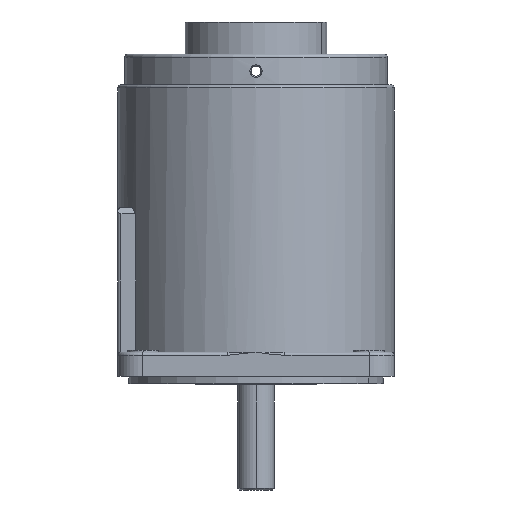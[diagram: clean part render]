
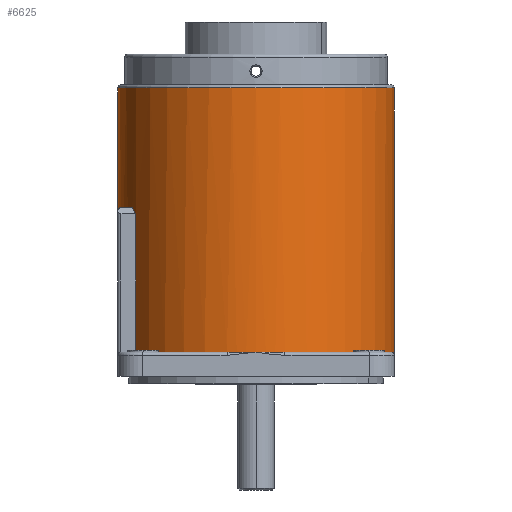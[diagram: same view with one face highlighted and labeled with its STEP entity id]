
A CAD part, left-side view. The second image highlights one B-rep face of the part: STEP entity #6625.
In plain terms, the highlighted cylindrical face has radius 45 mm (diameter 90 mm), a partial arc.
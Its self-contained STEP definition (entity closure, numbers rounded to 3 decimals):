
#34 = CARTESIAN_POINT ( 'NONE',  ( -56.668, 54.916, -44.6 ) ) ;
#46 = DIRECTION ( 'NONE',  ( 0., 0., -1. ) ) ;
#95 = CIRCLE ( 'NONE', #3895, 45. ) ;
#113 = ORIENTED_EDGE ( 'NONE', *, *, #6002, .T. ) ;
#183 = EDGE_CURVE ( 'NONE', #4420, #3520, #4700, .T. ) ;
#341 = AXIS2_PLACEMENT_3D ( 'NONE', #2110, #4172, #6189 ) ;
#413 = DIRECTION ( 'NONE',  ( 0., 1., 0. ) ) ;
#441 = CIRCLE ( 'NONE', #341, 45. ) ;
#483 = LINE ( 'NONE', #2557, #6539 ) ;
#504 = VERTEX_POINT ( 'NONE', #3133 ) ;
#509 = LINE ( 'NONE', #2578, #1709 ) ;
#662 = ORIENTED_EDGE ( 'NONE', *, *, #5234, .T. ) ;
#678 = EDGE_CURVE ( 'NONE', #504, #4500, #483, .T. ) ;
#693 = EDGE_CURVE ( 'NONE', #5180, #2306, #5038, .T. ) ;
#711 = DIRECTION ( 'NONE',  ( 1., 0., 0. ) ) ;
#748 = AXIS2_PLACEMENT_3D ( 'NONE', #3289, #5322, #711 ) ;
#816 = DIRECTION ( 'NONE',  ( 0., 0., -1. ) ) ;
#876 = VERTEX_POINT ( 'NONE', #2775 ) ;
#907 =( BOUNDED_CURVE ( )  B_SPLINE_CURVE ( 3, ( #1982, #4048, #6065, #1465 ),
 .UNSPECIFIED., .F., .F. ) 
 B_SPLINE_CURVE_WITH_KNOTS ( ( 4, 4 ),
 ( 5.173, 5.223 ),
 .UNSPECIFIED. ) 
 CURVE ( )  GEOMETRIC_REPRESENTATION_ITEM ( )  RATIONAL_B_SPLINE_CURVE ( ( 1., 1., 1., 1. ) ) 
 REPRESENTATION_ITEM ( '' )  );
#930 = CYLINDRICAL_SURFACE ( 'NONE', #1087, 45. ) ;
#933 = DIRECTION ( 'NONE',  ( 0., 0., 1. ) ) ;
#1087 = AXIS2_PLACEMENT_3D ( 'NONE', #2995, #5033, #413 ) ;
#1090 = DIRECTION ( 'NONE',  ( 0., 0., 1. ) ) ;
#1254 = EDGE_CURVE ( 'NONE', #5438, #2201, #3340, .T. ) ;
#1303 = DIRECTION ( 'NONE',  ( 0., 0., 1. ) ) ;
#1460 = EDGE_CURVE ( 'NONE', #1977, #5180, #2042, .T. ) ;
#1465 = CARTESIAN_POINT ( 'NONE',  ( -56.668, 54.916, 0.5 ) ) ;
#1467 = CARTESIAN_POINT ( 'NONE',  ( -56.668, 54.916, 0.5 ) ) ;
#1709 = VECTOR ( 'NONE', #4636, 1000. ) ;
#1743 = CARTESIAN_POINT ( 'NONE',  ( -34.668, 15.661, -44.6 ) ) ;
#1944 = AXIS2_PLACEMENT_3D ( 'NONE', #5690, #1090, #3157 ) ;
#1977 = VERTEX_POINT ( 'NONE', #6401 ) ;
#1982 = CARTESIAN_POINT ( 'NONE',  ( -54.668, 55.972, 2.5 ) ) ;
#2042 = CIRCLE ( 'NONE', #1944, 45. ) ;
#2047 = DIRECTION ( 'NONE',  ( 0., 0., 1. ) ) ;
#2097 = ORIENTED_EDGE ( 'NONE', *, *, #1254, .T. ) ;
#2110 = CARTESIAN_POINT ( 'NONE',  ( -34.668, 15.661, -44.6 ) ) ;
#2193 = ORIENTED_EDGE ( 'NONE', *, *, #693, .T. ) ;
#2201 = VERTEX_POINT ( 'NONE', #4645 ) ;
#2224 = ORIENTED_EDGE ( 'NONE', *, *, #6097, .T. ) ;
#2306 = VERTEX_POINT ( 'NONE', #3731 ) ;
#2362 = VERTEX_POINT ( 'NONE', #5292 ) ;
#2548 = CARTESIAN_POINT ( 'NONE',  ( -79.668, 15.661, -44.6 ) ) ;
#2557 = CARTESIAN_POINT ( 'NONE',  ( -34.668, -29.339, -43.9 ) ) ;
#2578 = CARTESIAN_POINT ( 'NONE',  ( -56.668, 54.916, -43.9 ) ) ;
#2631 = LINE ( 'NONE', #4692, #6141 ) ;
#2666 = ORIENTED_EDGE ( 'NONE', *, *, #183, .T. ) ;
#2678 = CARTESIAN_POINT ( 'NONE',  ( -34.668, -29.339, -44.6 ) ) ;
#2704 = CARTESIAN_POINT ( 'NONE',  ( -78.668, 25.095, -44.6 ) ) ;
#2775 = CARTESIAN_POINT ( 'NONE',  ( -34.668, 60.661, 41.5 ) ) ;
#2877 = DIRECTION ( 'NONE',  ( 0., -1., 0. ) ) ;
#2995 = CARTESIAN_POINT ( 'NONE',  ( -34.668, 15.661, -43.9 ) ) ;
#2999 = DIRECTION ( 'NONE',  ( 1., 0., 0. ) ) ;
#3003 = EDGE_CURVE ( 'NONE', #6641, #4420, #509, .T. ) ;
#3035 = EDGE_CURVE ( 'NONE', #2201, #2362, #441, .T. ) ;
#3133 = CARTESIAN_POINT ( 'NONE',  ( -34.668, -29.339, 41.5 ) ) ;
#3157 = DIRECTION ( 'NONE',  ( 1., 0., 0. ) ) ;
#3227 = AXIS2_PLACEMENT_3D ( 'NONE', #5536, #933, #2999 ) ;
#3289 = CARTESIAN_POINT ( 'NONE',  ( -34.668, 15.661, -44.6 ) ) ;
#3340 = CIRCLE ( 'NONE', #3227, 45. ) ;
#3354 = EDGE_LOOP ( 'NONE', ( #4283, #2224, #662, #5271, #2193, #113, #5738, #2666, #6207, #2097, #5644, #5612 ) ) ;
#3377 = DIRECTION ( 'NONE',  ( 1., 0., 0. ) ) ;
#3486 = AXIS2_PLACEMENT_3D ( 'NONE', #5901, #1303, #3377 ) ;
#3520 = VERTEX_POINT ( 'NONE', #2704 ) ;
#3656 = AXIS2_PLACEMENT_3D ( 'NONE', #6631, #2047, #4109 ) ;
#3675 = CIRCLE ( 'NONE', #748, 45. ) ;
#3731 = CARTESIAN_POINT ( 'NONE',  ( -54.668, 55.972, 2.5 ) ) ;
#3816 = DIRECTION ( 'NONE',  ( 0., 0., 1. ) ) ;
#3895 = AXIS2_PLACEMENT_3D ( 'NONE', #5420, #816, #2877 ) ;
#4048 = CARTESIAN_POINT ( 'NONE',  ( -55.344, 55.637, 1.825 ) ) ;
#4109 = DIRECTION ( 'NONE',  ( 1., 0., 0. ) ) ;
#4172 = DIRECTION ( 'NONE',  ( 0., 0., 1. ) ) ;
#4283 = ORIENTED_EDGE ( 'NONE', *, *, #678, .F. ) ;
#4420 = VERTEX_POINT ( 'NONE', #34 ) ;
#4500 = VERTEX_POINT ( 'NONE', #2678 ) ;
#4613 = DIRECTION ( 'NONE',  ( 0., 0., -1. ) ) ;
#4636 = DIRECTION ( 'NONE',  ( 0., 0., -1. ) ) ;
#4645 = CARTESIAN_POINT ( 'NONE',  ( -78.668, 6.227, -44.6 ) ) ;
#4692 = CARTESIAN_POINT ( 'NONE',  ( -34.668, 60.661, -43.9 ) ) ;
#4696 = AXIS2_PLACEMENT_3D ( 'NONE', #1743, #3816, #5836 ) ;
#4700 = CIRCLE ( 'NONE', #4696, 45. ) ;
#4930 = EDGE_CURVE ( 'NONE', #3520, #5438, #6349, .T. ) ;
#5033 = DIRECTION ( 'NONE',  ( 0., 0., -1. ) ) ;
#5038 = CIRCLE ( 'NONE', #3656, 45. ) ;
#5144 = CARTESIAN_POINT ( 'NONE',  ( -44.102, 59.661, 2.5 ) ) ;
#5180 = VERTEX_POINT ( 'NONE', #5144 ) ;
#5234 = EDGE_CURVE ( 'NONE', #876, #1977, #2631, .T. ) ;
#5271 = ORIENTED_EDGE ( 'NONE', *, *, #1460, .T. ) ;
#5292 = CARTESIAN_POINT ( 'NONE',  ( -44.102, -28.339, -44.6 ) ) ;
#5322 = DIRECTION ( 'NONE',  ( 0., 0., 1. ) ) ;
#5420 = CARTESIAN_POINT ( 'NONE',  ( -34.668, 15.661, 41.5 ) ) ;
#5438 = VERTEX_POINT ( 'NONE', #2548 ) ;
#5532 = FACE_OUTER_BOUND ( 'NONE', #3354, .T. ) ;
#5536 = CARTESIAN_POINT ( 'NONE',  ( -34.668, 15.661, -44.6 ) ) ;
#5612 = ORIENTED_EDGE ( 'NONE', *, *, #6035, .T. ) ;
#5644 = ORIENTED_EDGE ( 'NONE', *, *, #3035, .T. ) ;
#5690 = CARTESIAN_POINT ( 'NONE',  ( -34.668, 15.661, 2.5 ) ) ;
#5738 = ORIENTED_EDGE ( 'NONE', *, *, #3003, .T. ) ;
#5836 = DIRECTION ( 'NONE',  ( 1., 0., 0. ) ) ;
#5901 = CARTESIAN_POINT ( 'NONE',  ( -34.668, 15.661, -44.6 ) ) ;
#6002 = EDGE_CURVE ( 'NONE', #2306, #6641, #907, .T. ) ;
#6035 = EDGE_CURVE ( 'NONE', #2362, #4500, #3675, .T. ) ;
#6065 = CARTESIAN_POINT ( 'NONE',  ( -56.011, 55.285, 1.158 ) ) ;
#6097 = EDGE_CURVE ( 'NONE', #504, #876, #95, .T. ) ;
#6141 = VECTOR ( 'NONE', #46, 1000. ) ;
#6189 = DIRECTION ( 'NONE',  ( 1., 0., 0. ) ) ;
#6207 = ORIENTED_EDGE ( 'NONE', *, *, #4930, .T. ) ;
#6349 = CIRCLE ( 'NONE', #3486, 45. ) ;
#6401 = CARTESIAN_POINT ( 'NONE',  ( -34.668, 60.661, 2.5 ) ) ;
#6539 = VECTOR ( 'NONE', #4613, 1000. ) ;
#6625 = ADVANCED_FACE ( 'NONE', ( #5532 ), #930, .T. ) ;
#6631 = CARTESIAN_POINT ( 'NONE',  ( -34.668, 15.661, 2.5 ) ) ;
#6641 = VERTEX_POINT ( 'NONE', #1467 ) ;
